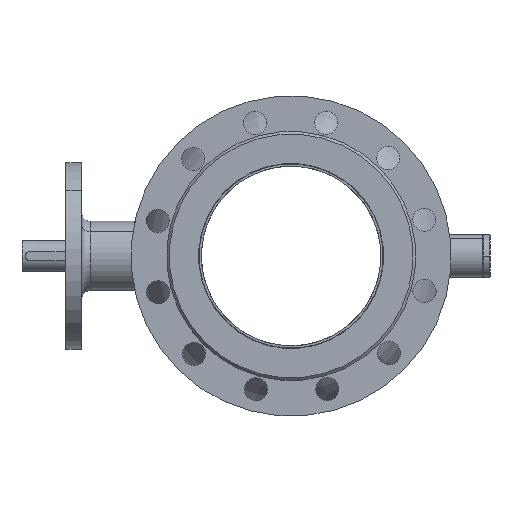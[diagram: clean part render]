
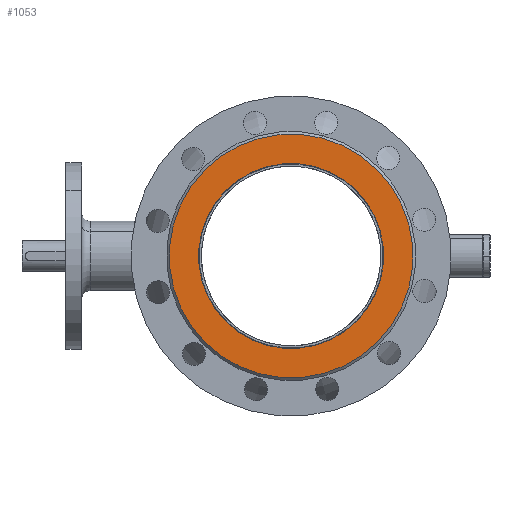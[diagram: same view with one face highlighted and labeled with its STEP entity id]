
A CAD part, left-side view. The second image highlights one B-rep face of the part: STEP entity #1053.
In plain terms, the highlighted face is planar.
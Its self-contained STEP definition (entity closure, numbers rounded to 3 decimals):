
#62 = VERTEX_POINT ( 'NONE', #6897 ) ;
#92 = DIRECTION ( 'NONE',  ( 0., 0., 1. ) ) ;
#280 = DIRECTION ( 'NONE',  ( 0., 0., 1. ) ) ;
#512 = VERTEX_POINT ( 'NONE', #575 ) ;
#575 = CARTESIAN_POINT ( 'NONE',  ( -137., 0., 32. ) ) ;
#659 = EDGE_CURVE ( 'NONE', #5786, #512, #3530, .T. ) ;
#974 = DIRECTION ( 'NONE',  ( 0., 0., 1. ) ) ;
#1008 = EDGE_CURVE ( 'NONE', #3804, #62, #4040, .T. ) ;
#1053 = ADVANCED_FACE ( 'NONE', ( #1631, #4438 ), #1557, .T. ) ;
#1219 = CIRCLE ( 'NONE', #3210, 104. ) ;
#1291 = DIRECTION ( 'NONE',  ( 0., 0., 1. ) ) ;
#1557 = PLANE ( 'NONE',  #7468 ) ;
#1597 = DIRECTION ( 'NONE',  ( 1., 0., 0. ) ) ;
#1615 = AXIS2_PLACEMENT_3D ( 'NONE', #2992, #4289, #2560 ) ;
#1631 = FACE_OUTER_BOUND ( 'NONE', #6834, .T. ) ;
#2183 = CARTESIAN_POINT ( 'NONE',  ( 104., 0., 32. ) ) ;
#2560 = DIRECTION ( 'NONE',  ( 1., 0., 0. ) ) ;
#2992 = CARTESIAN_POINT ( 'NONE',  ( 0., 0., 32. ) ) ;
#3210 = AXIS2_PLACEMENT_3D ( 'NONE', #4245, #1291, #4057 ) ;
#3475 = EDGE_CURVE ( 'NONE', #512, #5786, #7508, .T. ) ;
#3530 = CIRCLE ( 'NONE', #5355, 137. ) ;
#3804 = VERTEX_POINT ( 'NONE', #2183 ) ;
#3846 = CARTESIAN_POINT ( 'NONE',  ( 0., 0., 32. ) ) ;
#4040 = CIRCLE ( 'NONE', #4522, 104. ) ;
#4057 = DIRECTION ( 'NONE',  ( 1., 0., 0. ) ) ;
#4245 = CARTESIAN_POINT ( 'NONE',  ( 0., 0., 32. ) ) ;
#4247 = ORIENTED_EDGE ( 'NONE', *, *, #1008, .F. ) ;
#4289 = DIRECTION ( 'NONE',  ( 0., 0., 1. ) ) ;
#4367 = EDGE_LOOP ( 'NONE', ( #4247, #6531 ) ) ;
#4438 = FACE_BOUND ( 'NONE', #4367, .T. ) ;
#4522 = AXIS2_PLACEMENT_3D ( 'NONE', #5387, #92, #6005 ) ;
#4953 = ORIENTED_EDGE ( 'NONE', *, *, #3475, .T. ) ;
#5003 = CARTESIAN_POINT ( 'NONE',  ( 0., 0., 32. ) ) ;
#5355 = AXIS2_PLACEMENT_3D ( 'NONE', #3846, #974, #6262 ) ;
#5387 = CARTESIAN_POINT ( 'NONE',  ( 0., 0., 32. ) ) ;
#5617 = CARTESIAN_POINT ( 'NONE',  ( 137., 0., 32. ) ) ;
#5786 = VERTEX_POINT ( 'NONE', #5617 ) ;
#6005 = DIRECTION ( 'NONE',  ( 1., 0., 0. ) ) ;
#6262 = DIRECTION ( 'NONE',  ( 1., 0., 0. ) ) ;
#6531 = ORIENTED_EDGE ( 'NONE', *, *, #7544, .F. ) ;
#6834 = EDGE_LOOP ( 'NONE', ( #4953, #7166 ) ) ;
#6897 = CARTESIAN_POINT ( 'NONE',  ( -104., 0., 32. ) ) ;
#7166 = ORIENTED_EDGE ( 'NONE', *, *, #659, .T. ) ;
#7468 = AXIS2_PLACEMENT_3D ( 'NONE', #5003, #280, #1597 ) ;
#7508 = CIRCLE ( 'NONE', #1615, 137. ) ;
#7544 = EDGE_CURVE ( 'NONE', #62, #3804, #1219, .T. ) ;
